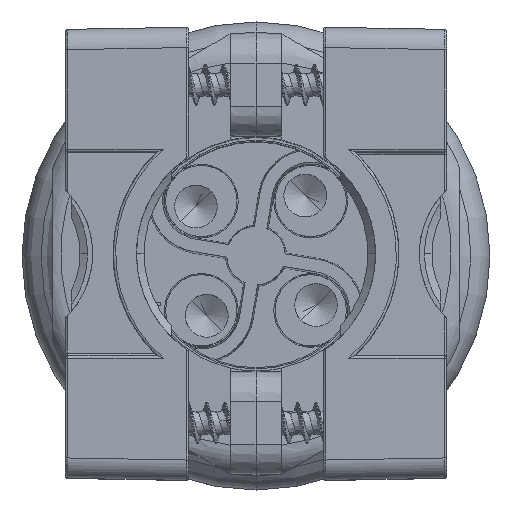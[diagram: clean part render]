
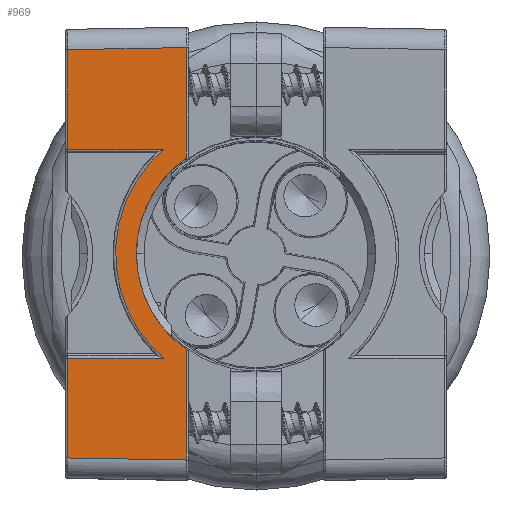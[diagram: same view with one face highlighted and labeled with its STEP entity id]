
A CAD part, top view. The second image highlights one B-rep face of the part: STEP entity #969.
In plain terms, the highlighted planar face has unit normal (-0.018, 0, 1).
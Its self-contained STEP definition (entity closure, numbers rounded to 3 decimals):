
#969=ADVANCED_FACE('',(#3299),#3300,.T.);
#3299=FACE_OUTER_BOUND('',#14491,.T.);
#3300=PLANE('',#14492);
#14491=EDGE_LOOP('',(#35285,#35286,#35287,#35288,#35289,#35290,#35291,#35292,#35293,#35294));
#14492=AXIS2_PLACEMENT_3D('',#35295,#35296,#35297);
#35285=ORIENTED_EDGE('',*,*,#40705,.T.);
#35286=ORIENTED_EDGE('',*,*,#40748,.F.);
#35287=ORIENTED_EDGE('',*,*,#40749,.F.);
#35288=ORIENTED_EDGE('',*,*,#40750,.F.);
#35289=ORIENTED_EDGE('',*,*,#40751,.T.);
#35290=ORIENTED_EDGE('',*,*,#40752,.T.);
#35291=ORIENTED_EDGE('',*,*,#40753,.T.);
#35292=ORIENTED_EDGE('',*,*,#40754,.F.);
#35293=ORIENTED_EDGE('',*,*,#40755,.T.);
#35294=ORIENTED_EDGE('',*,*,#40719,.F.);
#35295=CARTESIAN_POINT('',(-6.6,-23.882,36.65));
#35296=DIRECTION('',(-0.017,0.0,1.));
#35297=DIRECTION('',(0.0,1.0,0.0));
#40705=EDGE_CURVE('',#45699,#45697,#45700,.T.);
#40719=EDGE_CURVE('',#45699,#45720,#45721,.T.);
#40748=EDGE_CURVE('',#45767,#45697,#45769,.T.);
#40749=EDGE_CURVE('',#45770,#45767,#45771,.T.);
#40750=EDGE_CURVE('',#45772,#45770,#45773,.T.);
#40751=EDGE_CURVE('',#45772,#45774,#45775,.T.);
#40752=EDGE_CURVE('',#45774,#45776,#45777,.T.);
#40753=EDGE_CURVE('',#45776,#45778,#45779,.T.);
#40754=EDGE_CURVE('',#45780,#45778,#45781,.T.);
#40755=EDGE_CURVE('',#45780,#45720,#45782,.T.);
#45697=VERTEX_POINT('',#59900);
#45699=VERTEX_POINT('',#59911);
#45700=B_SPLINE_CURVE_WITH_KNOTS('',3,(#59912,#59913,#59914,#59915,#59916,#59917,#59918,#59919,#59920,#59921,#59922,#59923,#59924,#59925,#59926,#59927,#59928,#59929,#59930,#59931,#59932,#59933,#59934,#59935,#59936,#59937,#59938),.UNSPECIFIED.,.F.,.F.,(4,1,1,1,1,1,1,1,1,1,1,1,1,1,1,1,1,1,1,1,1,1,1,1,4),(0.0,0.016,0.031,0.063,0.094,0.125,0.156,0.188,0.25,0.313,0.375,0.438,0.5,0.563,0.625,0.688,0.75,0.813,0.844,0.875,0.906,0.938,0.969,0.984,1.0),.UNSPECIFIED.);
#45720=VERTEX_POINT('',#59973);
#45721=LINE('',#59974,#59975);
#45767=VERTEX_POINT('',#60133);
#45769=LINE('',#60135,#60136);
#45770=VERTEX_POINT('',#60137);
#45771=LINE('',#60138,#60139);
#45772=VERTEX_POINT('',#60140);
#45773=LINE('',#60141,#60142);
#45774=VERTEX_POINT('',#60143);
#45775=LINE('',#60144,#60145);
#45776=VERTEX_POINT('',#60146);
#45777=B_SPLINE_CURVE_WITH_KNOTS('',3,(#60147,#60148,#60149,#60150,#60151,#60152,#60153,#60154,#60155,#60156,#60157,#60158,#60159,#60160,#60161,#60162,#60163,#60164,#60165,#60166,#60167),.UNSPECIFIED.,.F.,.F.,(4,1,1,1,1,1,1,1,1,1,1,1,1,1,1,1,1,1,4),(0.0,0.056,0.111,0.167,0.222,0.278,0.333,0.389,0.444,0.5,0.556,0.611,0.667,0.722,0.778,0.833,0.889,0.944,1.0),.UNSPECIFIED.);
#45778=VERTEX_POINT('',#60168);
#45779=LINE('',#60169,#60170);
#45780=VERTEX_POINT('',#60171);
#45781=LINE('',#60172,#60173);
#45782=LINE('',#60174,#60175);
#59900=CARTESIAN_POINT('',(-6.854,9.414,36.646));
#59911=CARTESIAN_POINT('',(-6.854,-9.414,36.646));
#59912=CARTESIAN_POINT('',(-6.854,-9.414,36.646));
#59913=CARTESIAN_POINT('',(-6.994,-9.316,36.643));
#59914=CARTESIAN_POINT('',(-7.261,-9.12,36.638));
#59915=CARTESIAN_POINT('',(-7.749,-8.728,36.63));
#59916=CARTESIAN_POINT('',(-8.289,-8.238,36.621));
#59917=CARTESIAN_POINT('',(-8.849,-7.649,36.611));
#59918=CARTESIAN_POINT('',(-9.337,-7.061,36.602));
#59919=CARTESIAN_POINT('',(-9.765,-6.472,36.595));
#59920=CARTESIAN_POINT('',(-10.263,-5.688,36.586));
#59921=CARTESIAN_POINT('',(-10.769,-4.707,36.577));
#59922=CARTESIAN_POINT('',(-11.218,-3.53,36.569));
#59923=CARTESIAN_POINT('',(-11.528,-2.354,36.564));
#59924=CARTESIAN_POINT('',(-11.71,-1.177,36.561));
#59925=CARTESIAN_POINT('',(-11.77,0.0,36.56));
#59926=CARTESIAN_POINT('',(-11.71,1.177,36.561));
#59927=CARTESIAN_POINT('',(-11.528,2.354,36.564));
#59928=CARTESIAN_POINT('',(-11.218,3.53,36.569));
#59929=CARTESIAN_POINT('',(-10.769,4.707,36.577));
#59930=CARTESIAN_POINT('',(-10.263,5.688,36.586));
#59931=CARTESIAN_POINT('',(-9.765,6.472,36.595));
#59932=CARTESIAN_POINT('',(-9.337,7.061,36.602));
#59933=CARTESIAN_POINT('',(-8.849,7.649,36.611));
#59934=CARTESIAN_POINT('',(-8.289,8.238,36.621));
#59935=CARTESIAN_POINT('',(-7.749,8.728,36.63));
#59936=CARTESIAN_POINT('',(-7.261,9.12,36.638));
#59937=CARTESIAN_POINT('',(-6.994,9.316,36.643));
#59938=CARTESIAN_POINT('',(-6.854,9.414,36.646));
#59973=CARTESIAN_POINT('',(-6.854,-20.271,36.646));
#59974=CARTESIAN_POINT('',(-6.854,-9.414,36.646));
#59975=VECTOR('',#73435,10.856);
#60133=CARTESIAN_POINT('',(-6.854,20.271,36.646));
#60135=CARTESIAN_POINT('',(-6.854,20.271,36.646));
#60136=VECTOR('',#73469,10.856);
#60137=CARTESIAN_POINT('',(-18.504,20.068,36.442));
#60138=CARTESIAN_POINT('',(-18.504,20.068,36.442));
#60139=VECTOR('',#73470,11.654);
#60140=CARTESIAN_POINT('',(-18.504,10.25,36.442));
#60141=CARTESIAN_POINT('',(-18.504,10.25,36.442));
#60142=VECTOR('',#73471,9.818);
#60143=CARTESIAN_POINT('',(-9.117,10.25,36.606));
#60144=CARTESIAN_POINT('',(-18.504,10.25,36.442));
#60145=VECTOR('',#73472,9.389);
#60146=CARTESIAN_POINT('',(-9.117,-10.25,36.606));
#60147=CARTESIAN_POINT('',(-9.117,10.25,36.606));
#60148=CARTESIAN_POINT('',(-9.443,9.968,36.6));
#60149=CARTESIAN_POINT('',(-10.066,9.375,36.589));
#60150=CARTESIAN_POINT('',(-10.915,8.397,36.575));
#60151=CARTESIAN_POINT('',(-11.666,7.344,36.562));
#60152=CARTESIAN_POINT('',(-12.313,6.224,36.55));
#60153=CARTESIAN_POINT('',(-12.851,5.048,36.541));
#60154=CARTESIAN_POINT('',(-13.274,3.827,36.534));
#60155=CARTESIAN_POINT('',(-13.579,2.57,36.528));
#60156=CARTESIAN_POINT('',(-13.763,1.291,36.525));
#60157=CARTESIAN_POINT('',(-13.825,0.,36.524));
#60158=CARTESIAN_POINT('',(-13.763,-1.291,36.525));
#60159=CARTESIAN_POINT('',(-13.579,-2.57,36.528));
#60160=CARTESIAN_POINT('',(-13.274,-3.827,36.534));
#60161=CARTESIAN_POINT('',(-12.851,-5.048,36.541));
#60162=CARTESIAN_POINT('',(-12.313,-6.224,36.55));
#60163=CARTESIAN_POINT('',(-11.666,-7.344,36.562));
#60164=CARTESIAN_POINT('',(-10.915,-8.397,36.575));
#60165=CARTESIAN_POINT('',(-10.066,-9.375,36.589));
#60166=CARTESIAN_POINT('',(-9.443,-9.968,36.6));
#60167=CARTESIAN_POINT('',(-9.117,-10.25,36.606));
#60168=CARTESIAN_POINT('',(-18.504,-10.25,36.442));
#60169=CARTESIAN_POINT('',(-9.117,-10.25,36.606));
#60170=VECTOR('',#73473,9.389);
#60171=CARTESIAN_POINT('',(-18.504,-20.068,36.442));
#60172=CARTESIAN_POINT('',(-18.504,-20.068,36.442));
#60173=VECTOR('',#73474,9.818);
#60174=CARTESIAN_POINT('',(-18.504,-20.068,36.442));
#60175=VECTOR('',#73475,11.654);
#73435=DIRECTION('',(0.,-1.0,0.));
#73469=DIRECTION('',(0.,-1.0,0.));
#73470=DIRECTION('',(1.,0.017,0.017));
#73471=DIRECTION('',(0.,1.0,0.));
#73472=DIRECTION('',(1.,0.,0.017));
#73473=DIRECTION('',(-1.,0.,-0.017));
#73474=DIRECTION('',(0.,1.0,0.));
#73475=DIRECTION('',(1.,-0.017,0.017));
